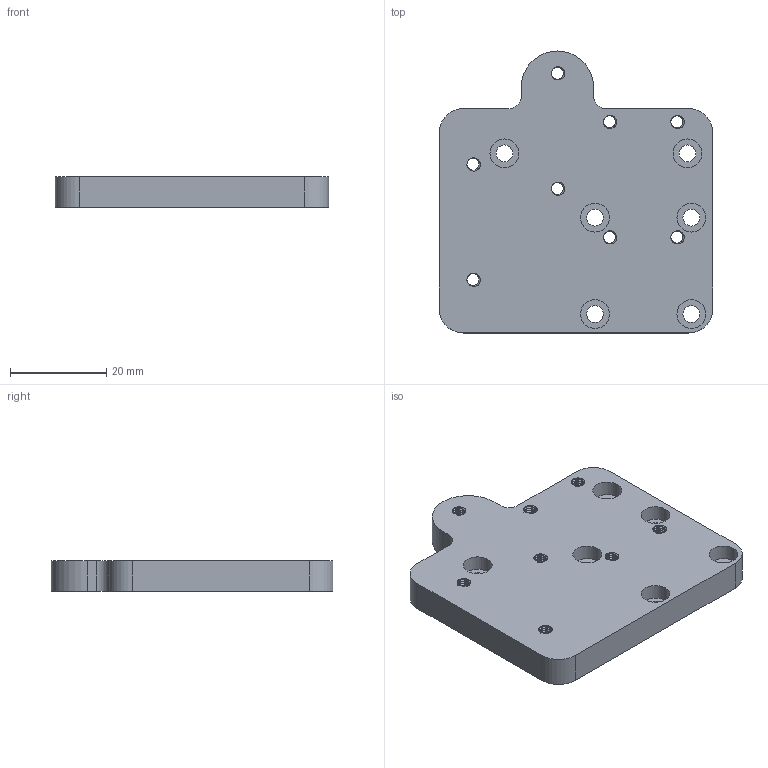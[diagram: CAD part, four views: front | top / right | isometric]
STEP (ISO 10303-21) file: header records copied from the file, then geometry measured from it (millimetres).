
FILE_DESCRIPTION(/* description */ (''),/* implementation_level */ '2;1');
FILE_NAME(/* name */ 'Hot End Mount_.250_6061 v4.step',/* time_stamp */ '2019-11-20T12:14:39-05:00',/* author */ (''),/* organization */ (''),/* preprocessor_version */ 'ST-DEVELOPER v18',/* originating_system */ 'Autodesk Translation Framework v8.9.1.1155',/* authorisation */ '');
FILE_SCHEMA (('AUTOMOTIVE_DESIGN { 1 0 10303 214 3 1 1 }'));
Length unit declared in the file: inch
Products named in the file (1): Hot End Mount_.250_6061
Bounding box: 56.72 x 58.49 x 6.35 mm (x, y, z)
Volume: 16679.8 mm3; surface area: 8074 mm2
Topology: 1 solids, 1 shells, 322 faces, 852 edges, 538 vertices
Faces by surface type: cylinder 291, bspline 16, plane 15
Full cylindrical faces by diameter (mm): 2.529 x128, 3.086 x112, 3.5 x6, 5.994 x6
Entity records: 22018 total; most frequent: CARTESIAN_POINT 14905, ORIENTED_EDGE 1704, DIRECTION 1078, EDGE_CURVE 852, VERTEX_POINT 538, B_SPLINE_CURVE_WITH_KNOTS 472, AXIS2_PLACEMENT_3D 391, EDGE_LOOP 356
